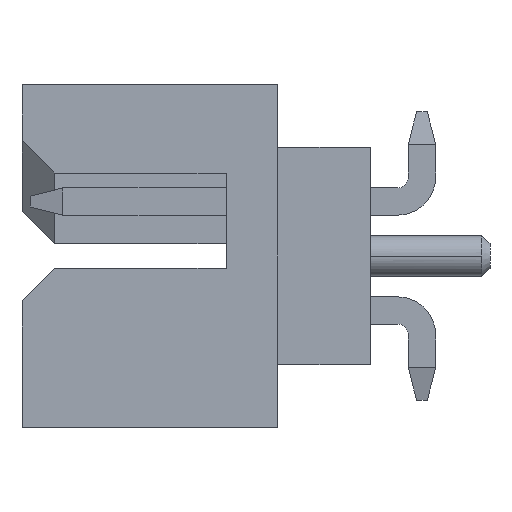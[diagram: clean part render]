
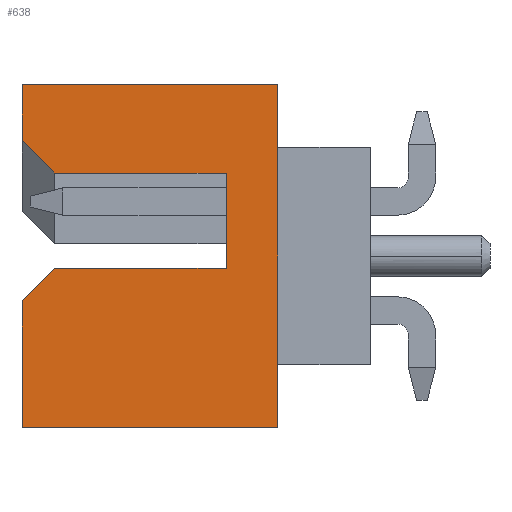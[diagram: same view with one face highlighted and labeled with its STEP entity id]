
A CAD part, left-side view. The second image highlights one B-rep face of the part: STEP entity #638.
In plain terms, the highlighted planar face has unit normal (-1, 0, 0).
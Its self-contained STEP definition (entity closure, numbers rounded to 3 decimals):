
#638=ADVANCED_FACE('',(#1878),#1879,.T.);
#1878=FACE_OUTER_BOUND('',#3205,.T.);
#1879=PLANE('',#3206);
#3205=EDGE_LOOP('',(#7646,#7647,#7648,#7649,#7650,#7651,#7652,#7653,#7654,#7655));
#3206=AXIS2_PLACEMENT_3D('',#7656,#7657,#7658);
#7646=ORIENTED_EDGE('',*,*,#9836,.F.);
#7647=ORIENTED_EDGE('',*,*,#8498,.T.);
#7648=ORIENTED_EDGE('',*,*,#8505,.T.);
#7649=ORIENTED_EDGE('',*,*,#9805,.F.);
#7650=ORIENTED_EDGE('',*,*,#9849,.F.);
#7651=ORIENTED_EDGE('',*,*,#9853,.T.);
#7652=ORIENTED_EDGE('',*,*,#9854,.T.);
#7653=ORIENTED_EDGE('',*,*,#8739,.T.);
#7654=ORIENTED_EDGE('',*,*,#9855,.F.);
#7655=ORIENTED_EDGE('',*,*,#9852,.T.);
#7656=CARTESIAN_POINT('',(-8.325,3.2,-3.15));
#7657=DIRECTION('',(-1.0,0.0,0.0));
#7658=DIRECTION('',(0.0,0.0,1.0));
#8498=EDGE_CURVE('',#10130,#10131,#10132,.T.);
#8505=EDGE_CURVE('',#10131,#10143,#10145,.T.);
#8739=EDGE_CURVE('',#10575,#10573,#10576,.T.);
#9805=EDGE_CURVE('',#12272,#10143,#12274,.T.);
#9836=EDGE_CURVE('',#10130,#12329,#12330,.T.);
#9849=EDGE_CURVE('',#12350,#12272,#12352,.T.);
#9852=EDGE_CURVE('',#12353,#12329,#12357,.T.);
#9853=EDGE_CURVE('',#12350,#12358,#12359,.T.);
#9854=EDGE_CURVE('',#12358,#10575,#12360,.T.);
#9855=EDGE_CURVE('',#12353,#10573,#12361,.T.);
#10130=VERTEX_POINT('',#12642);
#10131=VERTEX_POINT('',#12643);
#10132=LINE('',#12644,#12645);
#10143=VERTEX_POINT('',#12661);
#10145=LINE('',#12664,#12665);
#10573=VERTEX_POINT('',#13314);
#10575=VERTEX_POINT('',#13317);
#10576=LINE('',#13318,#13319);
#12272=VERTEX_POINT('',#16022);
#12274=LINE('',#16025,#16026);
#12329=VERTEX_POINT('',#16109);
#12330=LINE('',#16110,#16111);
#12350=VERTEX_POINT('',#16142);
#12352=LINE('',#16145,#16146);
#12353=VERTEX_POINT('',#16147);
#12357=LINE('',#16153,#16154);
#12358=VERTEX_POINT('',#16155);
#12359=LINE('',#16156,#16157);
#12360=LINE('',#16158,#16159);
#12361=LINE('',#16160,#16161);
#12642=CARTESIAN_POINT('',(-8.325,3.2,-3.15));
#12643=CARTESIAN_POINT('',(-8.325,-1.5,-3.15));
#12644=CARTESIAN_POINT('',(-8.325,3.2,-3.15));
#12645=VECTOR('',#16600,4.7);
#12661=CARTESIAN_POINT('',(-8.325,-1.5,3.15));
#12664=CARTESIAN_POINT('',(-8.325,-1.5,-3.15));
#12665=VECTOR('',#16607,6.3);
#13314=CARTESIAN_POINT('',(-8.325,-0.55,-0.225));
#13317=CARTESIAN_POINT('',(-8.325,-0.55,1.525));
#13318=CARTESIAN_POINT('',(-8.325,-0.55,1.525));
#13319=VECTOR('',#16863,1.75);
#16022=CARTESIAN_POINT('',(-8.325,3.2,3.15));
#16025=CARTESIAN_POINT('',(-8.325,3.2,3.15));
#16026=VECTOR('',#18043,4.7);
#16109=CARTESIAN_POINT('',(-8.325,3.2,-0.825));
#16110=CARTESIAN_POINT('',(-8.325,3.2,-3.15));
#16111=VECTOR('',#18078,2.325);
#16142=CARTESIAN_POINT('',(-8.325,3.2,2.125));
#16145=CARTESIAN_POINT('',(-8.325,3.2,2.125));
#16146=VECTOR('',#18091,1.025);
#16147=CARTESIAN_POINT('',(-8.325,2.6,-0.225));
#16153=CARTESIAN_POINT('',(-8.325,2.6,-0.225));
#16154=VECTOR('',#18094,0.849);
#16155=CARTESIAN_POINT('',(-8.325,2.6,1.525));
#16156=CARTESIAN_POINT('',(-8.325,3.2,2.125));
#16157=VECTOR('',#18095,0.849);
#16158=CARTESIAN_POINT('',(-8.325,2.6,1.525));
#16159=VECTOR('',#18096,3.15);
#16160=CARTESIAN_POINT('',(-8.325,2.6,-0.225));
#16161=VECTOR('',#18097,3.15);
#16600=DIRECTION('',(0.0,-1.0,0.0));
#16607=DIRECTION('',(0.0,0.0,1.0));
#16863=DIRECTION('',(0.0,0.0,-1.0));
#18043=DIRECTION('',(0.0,-1.0,0.0));
#18078=DIRECTION('',(0.0,0.0,1.0));
#18091=DIRECTION('',(0.0,0.0,1.0));
#18094=DIRECTION('',(0.0,0.707,-0.707));
#18095=DIRECTION('',(0.0,-0.707,-0.707));
#18096=DIRECTION('',(0.0,-1.0,0.0));
#18097=DIRECTION('',(0.0,-1.0,0.0));
